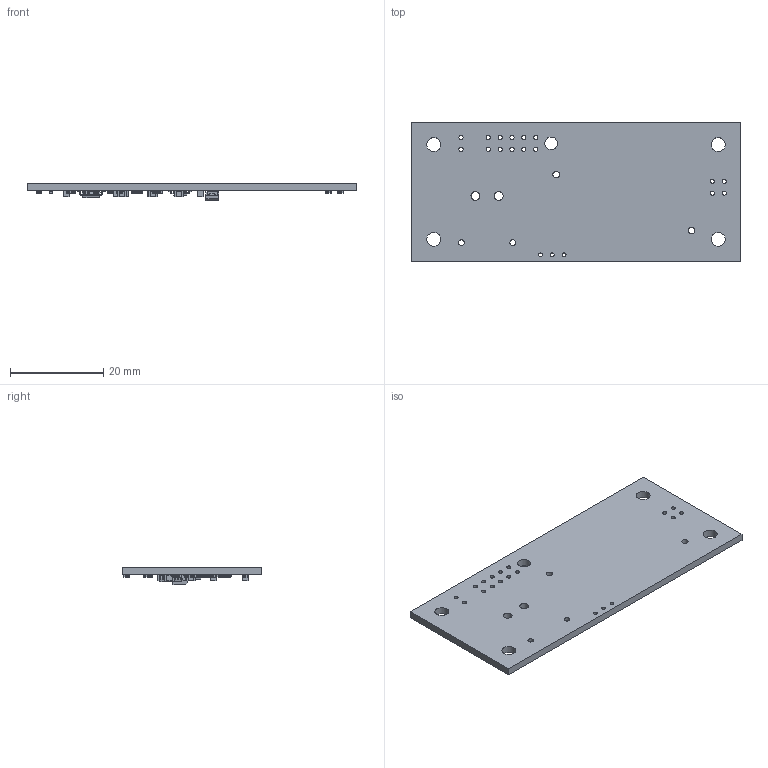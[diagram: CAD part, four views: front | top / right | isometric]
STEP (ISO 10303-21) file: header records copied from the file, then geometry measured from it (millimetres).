
FILE_DESCRIPTION(('KiCad electronic assembly'),'2;1');
FILE_NAME('VCAI2C02.step','2023-07-21T03:30:08',('Pcbnew'),('Kicad'), 'Open CASCADE STEP processor 7.5','KiCad to STEP converter','Unknown' );
FILE_SCHEMA(('AUTOMOTIVE_DESIGN { 1 0 10303 214 1 1 1 1 }'));
Length unit declared in the file: millimetre
Products named in the file (14): VCAI2C02 1; QSOP-16_3.9x4.9mm_P0.635mm; SOLID; MSOP-10_3x3mm_P0.5mm; CP_EIA-3528-21_Kemet-B; R_0805_2012Metric; D_SOD-523; C_0805_2012Metric; tmpd7ebfj65 PCB
Assembly tree (38 placements, depth 3):
  VCAI2C02 1
    QSOP-16_3.9x4.9mm_P0.635mm
      SOLID
    MSOP-10_3x3mm_P0.5mm
      SOLID
    CP_EIA-3528-21_Kemet-B
      SOLID
    R_0805_2012Metric  x19
      SOLID
    D_SOD-523
      SOLID
    C_0805_2012Metric  x8
      SOLID
    tmpd7ebfj65 PCB
Bounding box: 70.61 x 29.97 x 3.75 mm (x, y, z)
Volume: 3388.2 mm3; surface area: 5063.9 mm2
Topology: 32 solids, 32 shells, 1276 faces, 3336 edges, 2144 vertices
Faces by surface type: plane 806, cylinder 389, bspline 81
Full cylindrical faces by diameter (mm): 0.5 x2, 0.8 x3, 0.889 x16, 1.2 x2, 1.4 x2, 1.9 x2, 2.7 x1, 3 x4
Entity records: 48058 total; most frequent: CARTESIAN_POINT 11830, DIRECTION 5825, LINE 3909, VECTOR 3909, ORIENTED_EDGE 3216, PCURVE 3216, DEFINITIONAL_REPRESENTATION 3216, EDGE_CURVE 1608
